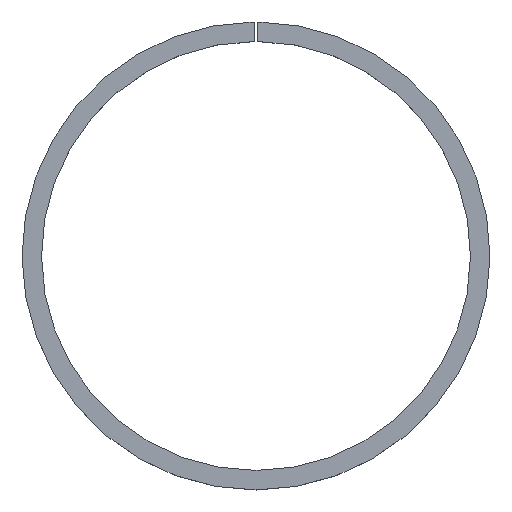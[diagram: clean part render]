
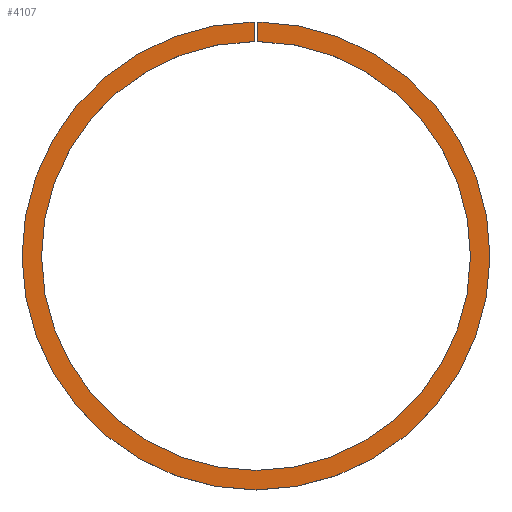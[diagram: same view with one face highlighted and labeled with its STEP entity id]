
A CAD part, top view. The second image highlights one B-rep face of the part: STEP entity #4107.
In plain terms, the highlighted planar face has unit normal (0, 0, 1).
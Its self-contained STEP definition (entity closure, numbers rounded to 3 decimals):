
#65 = CARTESIAN_POINT ( 'NONE',  ( 0.5, 54.998, 6. ) ) ;
#85 = EDGE_CURVE ( 'NONE', #6539, #7513, #3768, .T. ) ;
#380 = DIRECTION ( 'NONE',  ( -1., 0., 0. ) ) ;
#413 = AXIS2_PLACEMENT_3D ( 'NONE', #6201, #6140, #380 ) ;
#910 = LINE ( 'NONE', #7832, #8291 ) ;
#1105 = ORIENTED_EDGE ( 'NONE', *, *, #7933, .F. ) ;
#1167 = DIRECTION ( 'NONE',  ( -1., 0., 0. ) ) ;
#2034 = DIRECTION ( 'NONE',  ( 0., 0., -1. ) ) ;
#2321 = AXIS2_PLACEMENT_3D ( 'NONE', #3948, #8319, #1167 ) ;
#2810 = DIRECTION ( 'NONE',  ( 0., 1., 0. ) ) ;
#2853 = CIRCLE ( 'NONE', #4694, 55. ) ;
#3310 = ORIENTED_EDGE ( 'NONE', *, *, #8175, .T. ) ;
#3471 = EDGE_CURVE ( 'NONE', #6539, #4269, #2853, .T. ) ;
#3578 = VERTEX_POINT ( 'NONE', #4814 ) ;
#3604 = ORIENTED_EDGE ( 'NONE', *, *, #85, .F. ) ;
#3768 = LINE ( 'NONE', #5415, #6033 ) ;
#3948 = CARTESIAN_POINT ( 'NONE',  ( 0., -55., 6. ) ) ;
#4107 = ADVANCED_FACE ( 'NONE', ( #8702 ), #8227, .F. ) ;
#4207 = CARTESIAN_POINT ( 'NONE',  ( -0.5, 54.998, 6. ) ) ;
#4269 = VERTEX_POINT ( 'NONE', #4207 ) ;
#4694 = AXIS2_PLACEMENT_3D ( 'NONE', #7104, #2034, #5587 ) ;
#4814 = CARTESIAN_POINT ( 'NONE',  ( -0.5, 59.998, 6. ) ) ;
#5231 = ORIENTED_EDGE ( 'NONE', *, *, #3471, .T. ) ;
#5415 = CARTESIAN_POINT ( 'NONE',  ( 0.5, 0., 6. ) ) ;
#5587 = DIRECTION ( 'NONE',  ( -1., 0., 0. ) ) ;
#6033 = VECTOR ( 'NONE', #8239, 1000. ) ;
#6140 = DIRECTION ( 'NONE',  ( 0., 0., -1. ) ) ;
#6201 = CARTESIAN_POINT ( 'NONE',  ( 0., 0., 6. ) ) ;
#6539 = VERTEX_POINT ( 'NONE', #65 ) ;
#7104 = CARTESIAN_POINT ( 'NONE',  ( 0., 0., 6. ) ) ;
#7513 = VERTEX_POINT ( 'NONE', #8097 ) ;
#7832 = CARTESIAN_POINT ( 'NONE',  ( -0.5, 0., 6. ) ) ;
#7933 = EDGE_CURVE ( 'NONE', #7513, #3578, #8403, .T. ) ;
#8012 = EDGE_LOOP ( 'NONE', ( #1105, #3604, #5231, #3310 ) ) ;
#8097 = CARTESIAN_POINT ( 'NONE',  ( 0.5, 59.998, 6. ) ) ;
#8175 = EDGE_CURVE ( 'NONE', #4269, #3578, #910, .T. ) ;
#8227 = PLANE ( 'NONE',  #2321 ) ;
#8239 = DIRECTION ( 'NONE',  ( 0., 1., 0. ) ) ;
#8291 = VECTOR ( 'NONE', #2810, 1000. ) ;
#8319 = DIRECTION ( 'NONE',  ( 0., 0., -1. ) ) ;
#8403 = CIRCLE ( 'NONE', #413, 60. ) ;
#8702 = FACE_OUTER_BOUND ( 'NONE', #8012, .T. ) ;
